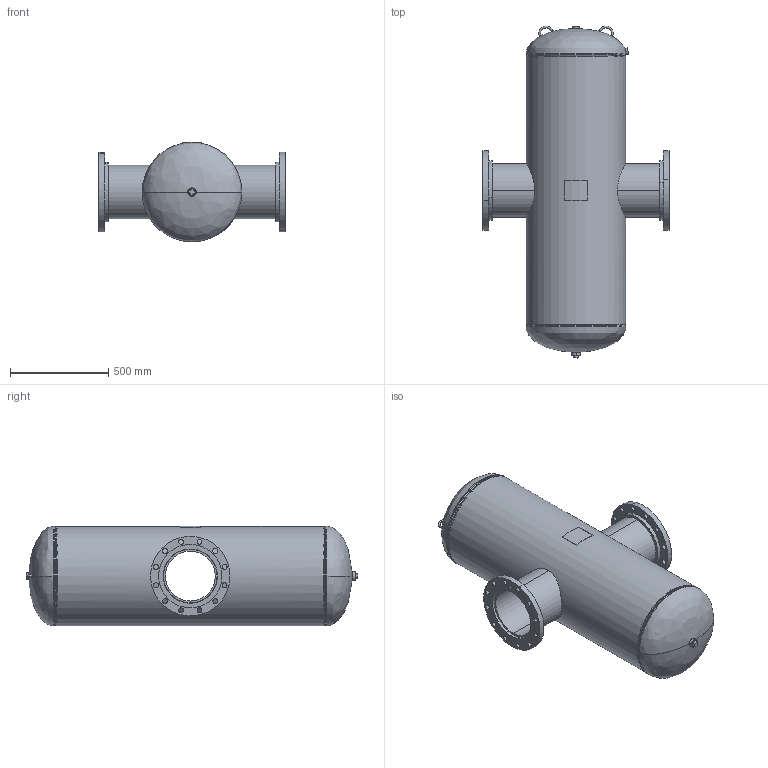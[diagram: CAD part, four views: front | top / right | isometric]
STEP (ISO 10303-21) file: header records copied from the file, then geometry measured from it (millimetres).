
FILE_DESCRIPTION (( 'STEP AP203' ), '1' );
FILE_NAME ('WVAN-10.STEP', '2021-03-15T18:02:47', ( '' ), ( '' ), 'SwSTEP 2.0', 'SolidWorks 2021', '' );
FILE_SCHEMA (( 'CONFIG_CONTROL_DESIGN' ));
Length unit declared in the file: inch
Products named in the file (11): 9301130_10.375; PLUGS_9500150; 9500030; WVAN-10; 9461110; 9200120; 9500050; 9400540; 9600830_20" VERT; 99B2087
Assembly tree (14 placements, depth 2):
  WVAN-10
    99B2087
    9200120
    9200120
    9500030  x2
    9500050
    PLUGS_9500150
    9301130_10.375  x2
    9461110  x2
    9400540  x2
    9600830_20" VERT
Bounding box: 952.5 x 1693.36 x 509.03 mm (x, y, z)
Volume: 16790609.1 mm3; surface area: 6833362.2 mm2
Topology: 14 solids, 14 shells, 219 faces, 518 edges, 332 vertices
Faces by surface type: cylinder 118, plane 43, cone 26, torus 20, bspline 12
Full cylindrical faces by diameter (mm): 499.821 x1, 506.171 x1
Entity records: 10489 total; most frequent: CARTESIAN_POINT 5308, DIRECTION 892, ORIENTED_EDGE 760, AXIS2_PLACEMENT_3D 384, EDGE_CURVE 380, VERTEX_POINT 240, CIRCLE 218, EDGE_LOOP 204
